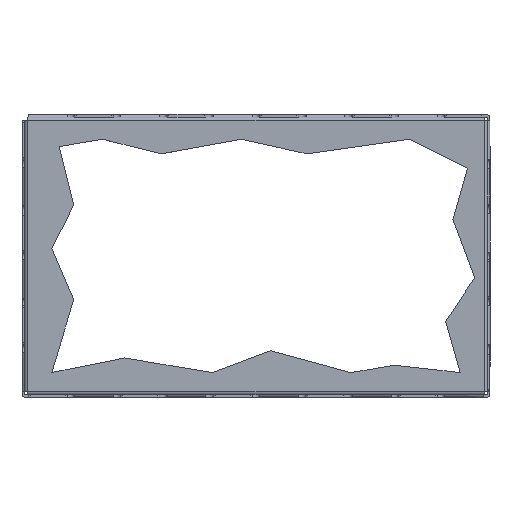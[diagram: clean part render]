
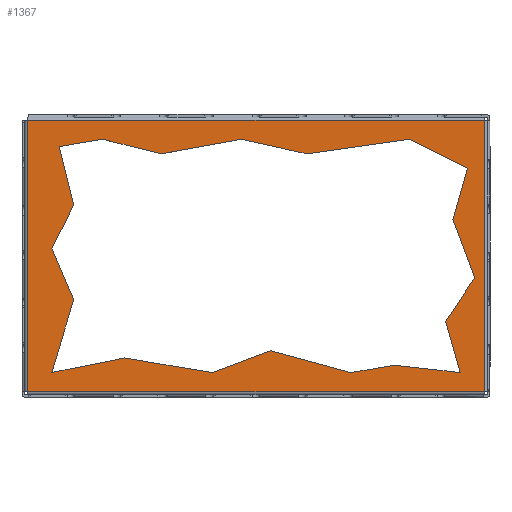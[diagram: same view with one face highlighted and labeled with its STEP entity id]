
A CAD part, top view. The second image highlights one B-rep face of the part: STEP entity #1367.
In plain terms, the highlighted planar face has unit normal (0, 0, 1).
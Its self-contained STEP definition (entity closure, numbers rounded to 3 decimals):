
#80=CARTESIAN_POINT('',(27.,5.0,12.7));
#81=VERTEX_POINT('',#80);
#88=CARTESIAN_POINT('',(29.,12.0,12.7));
#89=VERTEX_POINT('',#88);
#90=CARTESIAN_POINT('',(29.0,12.,12.7));
#91=DIRECTION('',(-0.275,-0.962,0.0));
#92=VECTOR('',#91,7.28);
#93=LINE('',#90,#92);
#94=EDGE_CURVE('',#89,#81,#93,.T.);
#119=CARTESIAN_POINT('',(21.,16.0,12.7));
#120=VERTEX_POINT('',#119);
#121=CARTESIAN_POINT('',(21.0,16.0,12.7));
#122=DIRECTION('',(0.894,-0.447,0.0));
#123=VECTOR('',#122,8.944);
#124=LINE('',#121,#123);
#125=EDGE_CURVE('',#120,#89,#124,.T.);
#150=CARTESIAN_POINT('',(7.,14.0,12.7));
#151=VERTEX_POINT('',#150);
#152=CARTESIAN_POINT('',(7.,14.0,12.7));
#153=DIRECTION('',(0.99,0.141,0.0));
#154=VECTOR('',#153,14.142);
#155=LINE('',#152,#154);
#156=EDGE_CURVE('',#151,#120,#155,.T.);
#181=CARTESIAN_POINT('',(-2.0,16.0,12.7));
#182=VERTEX_POINT('',#181);
#183=CARTESIAN_POINT('',(-2.,16.0,12.7));
#184=DIRECTION('',(0.976,-0.217,0.0));
#185=VECTOR('',#184,9.22);
#186=LINE('',#183,#185);
#187=EDGE_CURVE('',#182,#151,#186,.T.);
#212=CARTESIAN_POINT('',(-13.0,14.0,12.7));
#213=VERTEX_POINT('',#212);
#214=CARTESIAN_POINT('',(-13.,14.,12.7));
#215=DIRECTION('',(0.984,0.179,0.0));
#216=VECTOR('',#215,11.18);
#217=LINE('',#214,#216);
#218=EDGE_CURVE('',#213,#182,#217,.T.);
#243=CARTESIAN_POINT('',(-21.0,16.0,12.7));
#244=VERTEX_POINT('',#243);
#245=CARTESIAN_POINT('',(-21.0,16.0,12.7));
#246=DIRECTION('',(0.97,-0.243,0.0));
#247=VECTOR('',#246,8.246);
#248=LINE('',#245,#247);
#249=EDGE_CURVE('',#244,#213,#248,.T.);
#274=CARTESIAN_POINT('',(-27.0,15.0,12.7));
#275=VERTEX_POINT('',#274);
#276=CARTESIAN_POINT('',(-27.0,15.0,12.7));
#277=DIRECTION('',(0.986,0.164,0.0));
#278=VECTOR('',#277,6.083);
#279=LINE('',#276,#278);
#280=EDGE_CURVE('',#275,#244,#279,.T.);
#305=CARTESIAN_POINT('',(-25.0,7.0,12.7));
#306=VERTEX_POINT('',#305);
#307=CARTESIAN_POINT('',(-25.0,7.0,12.7));
#308=DIRECTION('',(-0.243,0.97,0.0));
#309=VECTOR('',#308,8.246);
#310=LINE('',#307,#309);
#311=EDGE_CURVE('',#306,#275,#310,.T.);
#336=CARTESIAN_POINT('',(-28.0,1.0,12.7));
#337=VERTEX_POINT('',#336);
#338=CARTESIAN_POINT('',(-28.0,1.0,12.7));
#339=DIRECTION('',(0.447,0.894,0.0));
#340=VECTOR('',#339,6.708);
#341=LINE('',#338,#340);
#342=EDGE_CURVE('',#337,#306,#341,.T.);
#367=CARTESIAN_POINT('',(-25.0,-6.0,12.7));
#368=VERTEX_POINT('',#367);
#369=CARTESIAN_POINT('',(-25.0,-6.0,12.7));
#370=DIRECTION('',(-0.394,0.919,0.0));
#371=VECTOR('',#370,7.616);
#372=LINE('',#369,#371);
#373=EDGE_CURVE('',#368,#337,#372,.T.);
#398=CARTESIAN_POINT('',(-28.0,-16.0,12.7));
#399=VERTEX_POINT('',#398);
#400=CARTESIAN_POINT('',(-28.0,-16.0,12.7));
#401=DIRECTION('',(0.287,0.958,0.0));
#402=VECTOR('',#401,10.44);
#403=LINE('',#400,#402);
#404=EDGE_CURVE('',#399,#368,#403,.T.);
#428=CARTESIAN_POINT('',(30.,-3.,12.7));
#429=VERTEX_POINT('',#428);
#436=CARTESIAN_POINT('',(27.,5.,12.7));
#437=DIRECTION('',(0.351,-0.936,0.0));
#438=VECTOR('',#437,8.544);
#439=LINE('',#436,#438);
#440=EDGE_CURVE('',#81,#429,#439,.T.);
#459=CARTESIAN_POINT('',(26.,-9.0,12.7));
#460=VERTEX_POINT('',#459);
#467=CARTESIAN_POINT('',(30.0,-3.,12.7));
#468=DIRECTION('',(-0.555,-0.832,0.0));
#469=VECTOR('',#468,7.211);
#470=LINE('',#467,#469);
#471=EDGE_CURVE('',#429,#460,#470,.T.);
#490=CARTESIAN_POINT('',(28.,-16.0,12.7));
#491=VERTEX_POINT('',#490);
#498=CARTESIAN_POINT('',(26.,-9.0,12.7));
#499=DIRECTION('',(0.275,-0.962,0.0));
#500=VECTOR('',#499,7.28);
#501=LINE('',#498,#500);
#502=EDGE_CURVE('',#460,#491,#501,.T.);
#521=CARTESIAN_POINT('',(19.,-15.0,12.7));
#522=VERTEX_POINT('',#521);
#529=CARTESIAN_POINT('',(28.0,-16.0,12.7));
#530=DIRECTION('',(-0.994,0.11,0.0));
#531=VECTOR('',#530,9.055);
#532=LINE('',#529,#531);
#533=EDGE_CURVE('',#491,#522,#532,.T.);
#552=CARTESIAN_POINT('',(13.,-16.0,12.7));
#553=VERTEX_POINT('',#552);
#560=CARTESIAN_POINT('',(19.0,-15.,12.7));
#561=DIRECTION('',(-0.986,-0.164,0.0));
#562=VECTOR('',#561,6.083);
#563=LINE('',#560,#562);
#564=EDGE_CURVE('',#522,#553,#563,.T.);
#583=CARTESIAN_POINT('',(2.,-13.0,12.7));
#584=VERTEX_POINT('',#583);
#591=CARTESIAN_POINT('',(13.0,-16.0,12.7));
#592=DIRECTION('',(-0.965,0.263,0.0));
#593=VECTOR('',#592,11.402);
#594=LINE('',#591,#593);
#595=EDGE_CURVE('',#553,#584,#594,.T.);
#614=CARTESIAN_POINT('',(-6.0,-16.0,12.7));
#615=VERTEX_POINT('',#614);
#622=CARTESIAN_POINT('',(2.0,-13.,12.7));
#623=DIRECTION('',(-0.936,-0.351,0.0));
#624=VECTOR('',#623,8.544);
#625=LINE('',#622,#624);
#626=EDGE_CURVE('',#584,#615,#625,.T.);
#645=CARTESIAN_POINT('',(-18.0,-14.0,12.7));
#646=VERTEX_POINT('',#645);
#653=CARTESIAN_POINT('',(-6.0,-16.0,12.7));
#654=DIRECTION('',(-0.986,0.164,0.0));
#655=VECTOR('',#654,12.166);
#656=LINE('',#653,#655);
#657=EDGE_CURVE('',#615,#646,#656,.T.);
#675=CARTESIAN_POINT('',(-18.0,-14.0,12.7));
#676=DIRECTION('',(-0.981,-0.196,0.0));
#677=VECTOR('',#676,10.198);
#678=LINE('',#675,#677);
#679=EDGE_CURVE('',#646,#399,#678,.T.);
#690=CARTESIAN_POINT('',(31.331,-18.631,12.7));
#691=VERTEX_POINT('',#690);
#709=CARTESIAN_POINT('',(31.331,18.631,12.7));
#710=VERTEX_POINT('',#709);
#718=CARTESIAN_POINT('',(31.331,18.631,12.7));
#719=DIRECTION('',(0.0,-1.0,0.0));
#720=VECTOR('',#719,37.262);
#721=LINE('',#718,#720);
#722=EDGE_CURVE('',#710,#691,#721,.T.);
#795=CARTESIAN_POINT('',(-31.331,-18.631,12.7));
#796=VERTEX_POINT('',#795);
#821=CARTESIAN_POINT('',(31.331,-18.631,12.7));
#822=DIRECTION('',(-1.0,0.0,0.0));
#823=VECTOR('',#822,62.662);
#824=LINE('',#821,#823);
#825=EDGE_CURVE('',#691,#796,#824,.T.);
#889=CARTESIAN_POINT('',(-31.331,18.631,12.7));
#890=VERTEX_POINT('',#889);
#915=CARTESIAN_POINT('',(-31.331,-18.631,12.7));
#916=DIRECTION('',(0.0,1.0,0.0));
#917=VECTOR('',#916,37.262);
#918=LINE('',#915,#917);
#919=EDGE_CURVE('',#796,#890,#918,.T.);
#1001=CARTESIAN_POINT('',(-31.331,18.631,12.7));
#1002=DIRECTION('',(1.0,0.0,0.0));
#1003=VECTOR('',#1002,62.662);
#1004=LINE('',#1001,#1003);
#1005=EDGE_CURVE('',#890,#710,#1004,.T.);
#1334=CARTESIAN_POINT('',(-31.521,0.,12.7));
#1335=DIRECTION('',(0.0,0.0,-1.0));
#1336=DIRECTION('',(1.0,0.0,0.0));
#1337=AXIS2_PLACEMENT_3D('',#1334,#1335,#1336);
#1338=PLANE('',#1337);
#1339=ORIENTED_EDGE('',*,*,#722,.F.);
#1340=ORIENTED_EDGE('',*,*,#1005,.F.);
#1341=ORIENTED_EDGE('',*,*,#919,.F.);
#1342=ORIENTED_EDGE('',*,*,#825,.F.);
#1343=EDGE_LOOP('',(#1339,#1340,#1341,#1342));
#1344=FACE_OUTER_BOUND('',#1343,.T.);
#1345=ORIENTED_EDGE('',*,*,#404,.T.);
#1346=ORIENTED_EDGE('',*,*,#373,.T.);
#1347=ORIENTED_EDGE('',*,*,#342,.T.);
#1348=ORIENTED_EDGE('',*,*,#311,.T.);
#1349=ORIENTED_EDGE('',*,*,#280,.T.);
#1350=ORIENTED_EDGE('',*,*,#249,.T.);
#1351=ORIENTED_EDGE('',*,*,#218,.T.);
#1352=ORIENTED_EDGE('',*,*,#187,.T.);
#1353=ORIENTED_EDGE('',*,*,#156,.T.);
#1354=ORIENTED_EDGE('',*,*,#125,.T.);
#1355=ORIENTED_EDGE('',*,*,#94,.T.);
#1356=ORIENTED_EDGE('',*,*,#440,.T.);
#1357=ORIENTED_EDGE('',*,*,#471,.T.);
#1358=ORIENTED_EDGE('',*,*,#502,.T.);
#1359=ORIENTED_EDGE('',*,*,#533,.T.);
#1360=ORIENTED_EDGE('',*,*,#564,.T.);
#1361=ORIENTED_EDGE('',*,*,#595,.T.);
#1362=ORIENTED_EDGE('',*,*,#626,.T.);
#1363=ORIENTED_EDGE('',*,*,#657,.T.);
#1364=ORIENTED_EDGE('',*,*,#679,.T.);
#1365=EDGE_LOOP('',(#1345,#1346,#1347,#1348,#1349,#1350,#1351,#1352,#1353,#1354,#1355,#1356,#1357,#1358,#1359,#1360,#1361,#1362,#1363,#1364));
#1366=FACE_BOUND('',#1365,.T.);
#1367=ADVANCED_FACE('',(#1344,#1366),#1338,.F.);
